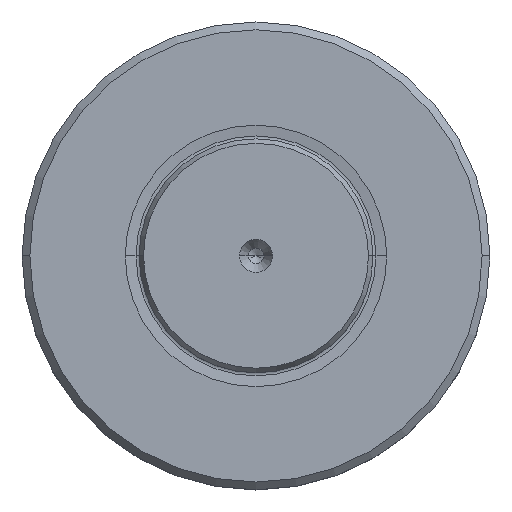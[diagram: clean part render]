
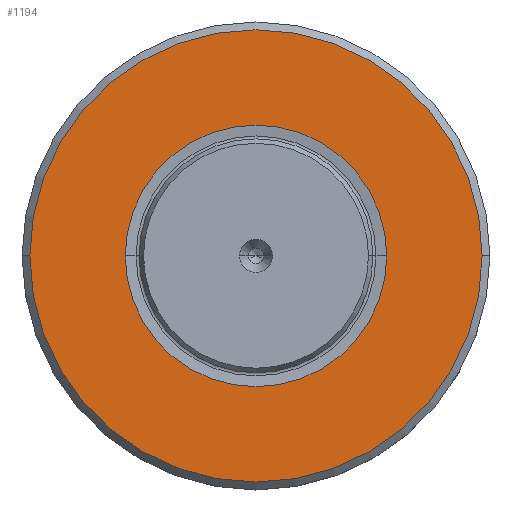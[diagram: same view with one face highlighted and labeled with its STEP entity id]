
A CAD part, top view. The second image highlights one B-rep face of the part: STEP entity #1194.
In plain terms, the highlighted planar face has unit normal (0, 0, 1).
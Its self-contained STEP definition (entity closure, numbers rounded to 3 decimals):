
#343=CARTESIAN_POINT('',(0.,0.,0.));
#344=DIRECTION('',(0.,0.,1.));
#345=DIRECTION('',(-1.,0.,0.));
#346=AXIS2_PLACEMENT_3D('',#343,#344,#345);
#351=CARTESIAN_POINT('',(0.,0.,0.));
#352=DIRECTION('',(0.,0.,-1.));
#353=DIRECTION('',(-1.,0.,0.));
#354=AXIS2_PLACEMENT_3D('',#351,#352,#353);
#359=CARTESIAN_POINT('',(0.,0.,0.));
#360=DIRECTION('',(0.,0.,-1.));
#361=DIRECTION('',(-1.,0.,0.));
#362=AXIS2_PLACEMENT_3D('',#359,#360,#361);
#374=CARTESIAN_POINT('',(0.,0.,0.));
#375=DIRECTION('',(0.,0.,1.));
#376=DIRECTION('',(-1.,0.,0.));
#377=AXIS2_PLACEMENT_3D('',#374,#375,#376);
#829=CARTESIAN_POINT('',(-29.,0.,0.));
#831=VERTEX_POINT('',#829);
#841=CARTESIAN_POINT('',(29.,0.,0.));
#843=VERTEX_POINT('',#841);
#855=CARTESIAN_POINT('',(-16.765,0.,0.));
#856=VERTEX_POINT('',#855);
#873=CARTESIAN_POINT('',(16.765,0.,0.));
#874=VERTEX_POINT('',#873);
#1179=CARTESIAN_POINT('',(0.,0.,0.));
#1180=DIRECTION('',(0.,0.,-1.));
#1181=DIRECTION('',(-1.,0.,0.));
#1182=AXIS2_PLACEMENT_3D('',#1179,#1180,#1181);
#1183=PLANE('',#1182);
#1185=ORIENTED_EDGE('',*,*,#1184,.T.);
#1187=ORIENTED_EDGE('',*,*,#1186,.F.);
#1188=EDGE_LOOP('',(#1185,#1187));
#1189=FACE_OUTER_BOUND('',#1188,.F.);
#1190=ORIENTED_EDGE('',*,*,#1161,.T.);
#1191=ORIENTED_EDGE('',*,*,#1172,.F.);
#1192=EDGE_LOOP('',(#1190,#1191));
#1193=FACE_BOUND('',#1192,.F.);
#1194=ADVANCED_FACE('',(#1189,#1193),#1183,.F.);
#347=CIRCLE('',#346,16.765);
#355=CIRCLE('',#354,16.765);
#363=CIRCLE('',#362,29.);
#378=CIRCLE('',#377,29.);
#1161=EDGE_CURVE('',#856,#874,#347,.T.);
#1172=EDGE_CURVE('',#856,#874,#355,.T.);
#1184=EDGE_CURVE('',#831,#843,#363,.T.);
#1186=EDGE_CURVE('',#831,#843,#378,.T.);
